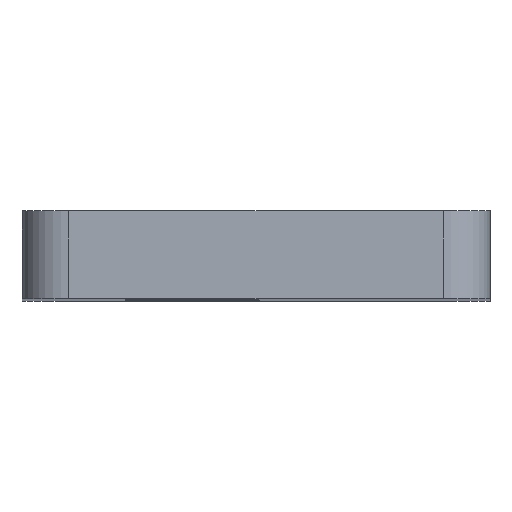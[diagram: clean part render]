
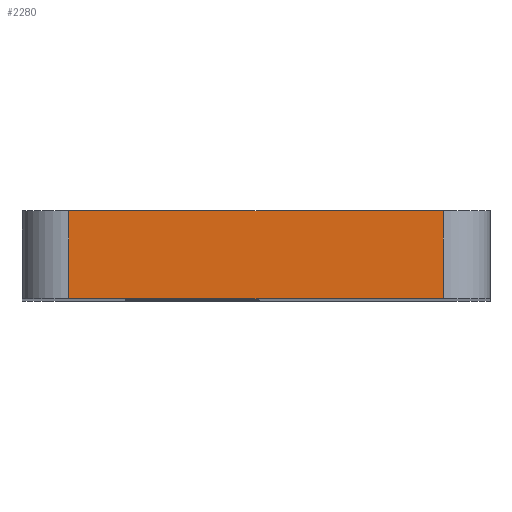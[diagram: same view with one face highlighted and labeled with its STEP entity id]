
A CAD part, top view. The second image highlights one B-rep face of the part: STEP entity #2280.
In plain terms, the highlighted planar face has unit normal (0, 0, 1).
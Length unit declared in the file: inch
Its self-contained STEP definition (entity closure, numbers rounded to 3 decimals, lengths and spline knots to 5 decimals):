
#84 = CARTESIAN_POINT ( 'NONE',  ( -0.4, 0.1875, 1.67 ) ) ;
#179 = VECTOR ( 'NONE', #4212, 39.37008 ) ;
#490 = CARTESIAN_POINT ( 'NONE',  ( 0.4, 0.1875, 1.67 ) ) ;
#826 = FACE_OUTER_BOUND ( 'NONE', #2897, .T. ) ;
#892 = CARTESIAN_POINT ( 'NONE',  ( -0.4, 0.1875, 1.67 ) ) ;
#1162 = DIRECTION ( 'NONE',  ( 0., 0., -1. ) ) ;
#1584 = DIRECTION ( 'NONE',  ( 0., -1., 0. ) ) ;
#1739 = DIRECTION ( 'NONE',  ( -1., 0., 0. ) ) ;
#1817 = ORIENTED_EDGE ( 'NONE', *, *, #5155, .T. ) ;
#1836 = ORIENTED_EDGE ( 'NONE', *, *, #6329, .F. ) ;
#1922 = EDGE_CURVE ( 'NONE', #5226, #6847, #4393, .T. ) ;
#2280 = ADVANCED_FACE ( 'NONE', ( #826 ), #2789, .F. ) ;
#2449 = LINE ( 'NONE', #2476, #5101 ) ;
#2452 = DIRECTION ( 'NONE',  ( 1., 0., 0. ) ) ;
#2476 = CARTESIAN_POINT ( 'NONE',  ( 0.5, 0.1875, 1.67 ) ) ;
#2789 = PLANE ( 'NONE',  #4588 ) ;
#2897 = EDGE_LOOP ( 'NONE', ( #3727, #1817, #1836, #5769 ) ) ;
#2946 = LINE ( 'NONE', #490, #5264 ) ;
#2987 = VECTOR ( 'NONE', #1584, 39.37008 ) ;
#3139 = CARTESIAN_POINT ( 'NONE',  ( 0.4, 0.1875, 1.67 ) ) ;
#3242 = CARTESIAN_POINT ( 'NONE',  ( 0.4, 0., 1.67 ) ) ;
#3604 = LINE ( 'NONE', #5739, #179 ) ;
#3727 = ORIENTED_EDGE ( 'NONE', *, *, #6567, .T. ) ;
#4212 = DIRECTION ( 'NONE',  ( 1., 0., 0. ) ) ;
#4327 = CARTESIAN_POINT ( 'NONE',  ( 0.5, 0.1875, 1.67 ) ) ;
#4393 = LINE ( 'NONE', #84, #2987 ) ;
#4588 = AXIS2_PLACEMENT_3D ( 'NONE', #4327, #1162, #1739 ) ;
#5019 = CARTESIAN_POINT ( 'NONE',  ( -0.4, 0., 1.67 ) ) ;
#5101 = VECTOR ( 'NONE', #2452, 39.37008 ) ;
#5155 = EDGE_CURVE ( 'NONE', #6652, #5191, #2946, .T. ) ;
#5191 = VERTEX_POINT ( 'NONE', #3139 ) ;
#5226 = VERTEX_POINT ( 'NONE', #892 ) ;
#5264 = VECTOR ( 'NONE', #6346, 39.37008 ) ;
#5739 = CARTESIAN_POINT ( 'NONE',  ( 0.5, 0., 1.67 ) ) ;
#5769 = ORIENTED_EDGE ( 'NONE', *, *, #1922, .T. ) ;
#6329 = EDGE_CURVE ( 'NONE', #5226, #5191, #2449, .T. ) ;
#6346 = DIRECTION ( 'NONE',  ( 0., 1., 0. ) ) ;
#6567 = EDGE_CURVE ( 'NONE', #6847, #6652, #3604, .T. ) ;
#6652 = VERTEX_POINT ( 'NONE', #3242 ) ;
#6847 = VERTEX_POINT ( 'NONE', #5019 ) ;
